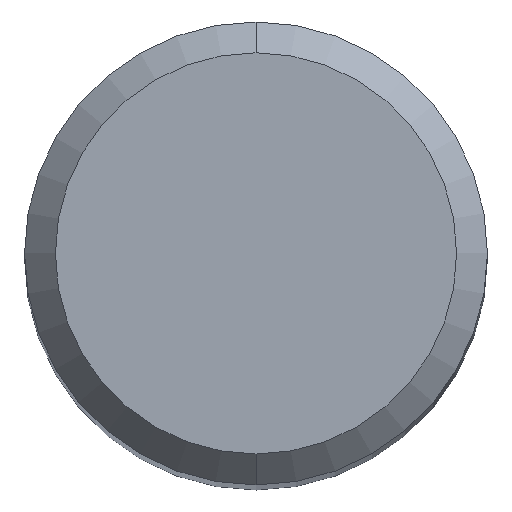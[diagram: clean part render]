
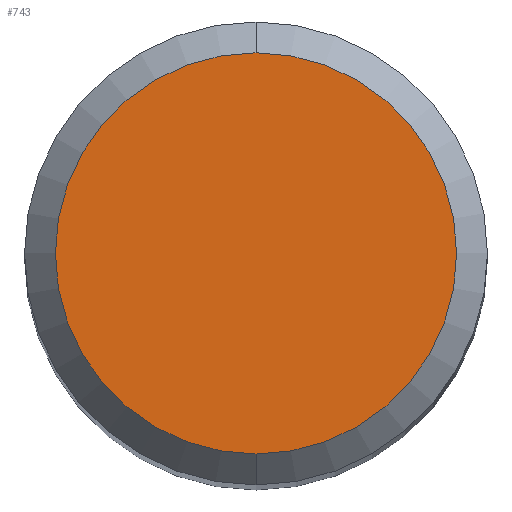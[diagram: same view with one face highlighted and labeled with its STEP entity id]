
A CAD part, top view. The second image highlights one B-rep face of the part: STEP entity #743.
In plain terms, the highlighted planar face has unit normal (0, 0, 1).
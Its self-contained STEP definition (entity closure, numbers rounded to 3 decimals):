
#567=EDGE_CURVE('',#815,#821,#1423,.T.);
#743=ADVANCED_FACE('',(#1621),#1622,.T.);
#815=VERTEX_POINT('',#1699);
#821=VERTEX_POINT('',#1705);
#947=EDGE_CURVE('',#821,#815,#1837,.T.);
#1423=CIRCLE('',#2839,2.6);
#1621=FACE_OUTER_BOUND('',#4286,.T.);
#1622=PLANE('',#4287);
#1699=CARTESIAN_POINT('',(0.0,2.6,0.0));
#1705=CARTESIAN_POINT('',(0.,-2.6,0.0));
#1837=CIRCLE('',#5401,2.6);
#2839=AXIS2_PLACEMENT_3D('',#7981,#7982,#7983);
#4286=EDGE_LOOP('',(#8243,#8244));
#4287=AXIS2_PLACEMENT_3D('',#8245,#8246,#8247);
#5401=AXIS2_PLACEMENT_3D('',#8399,#8400,#8401);
#7981=CARTESIAN_POINT('',(0.0,0.0,0.0));
#7982=DIRECTION('',(0.0,0.0,-1.0));
#7983=DIRECTION('',(0.0,1.0,0.0));
#8243=ORIENTED_EDGE('',*,*,#567,.F.);
#8244=ORIENTED_EDGE('',*,*,#947,.F.);
#8245=CARTESIAN_POINT('',(0.0,1.3,0.0));
#8246=DIRECTION('',(-0.0,0.0,1.0));
#8247=DIRECTION('',(0.0,-1.0,0.0));
#8399=CARTESIAN_POINT('',(0.0,0.0,0.0));
#8400=DIRECTION('',(0.0,0.0,-1.0));
#8401=DIRECTION('',(0.0,1.0,0.0));
